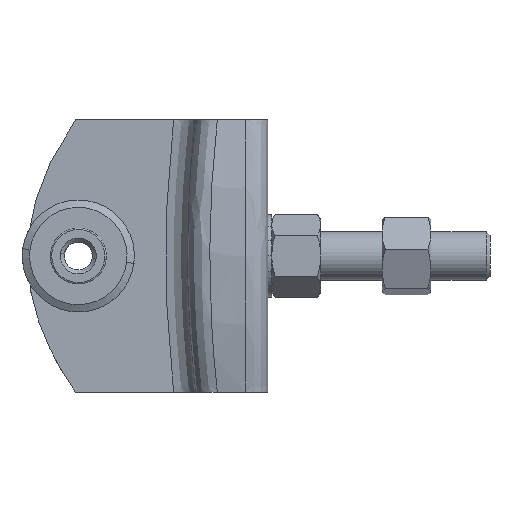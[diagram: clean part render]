
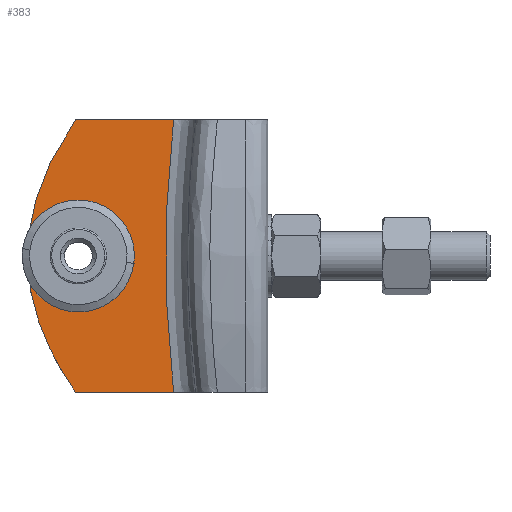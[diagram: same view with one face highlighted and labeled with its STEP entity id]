
A CAD part, left-side view. The second image highlights one B-rep face of the part: STEP entity #383.
In plain terms, the highlighted planar face has unit normal (-1, 0, 0).
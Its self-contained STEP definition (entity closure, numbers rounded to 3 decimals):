
#6 = CARTESIAN_POINT ( 'NONE',  ( -40.845, 34.221, 61.023 ) ) ;
#120 = CARTESIAN_POINT ( 'NONE',  ( -40.845, 47.912, 20.623 ) ) ;
#206 = VECTOR ( 'NONE', #2801, 1000. ) ;
#383 = ADVANCED_FACE ( 'NONE', ( #8242, #719 ), #887, .T. ) ;
#411 = CARTESIAN_POINT ( 'NONE',  ( -40.845, 41.721, 60.305 ) ) ;
#719 = FACE_OUTER_BOUND ( 'NONE', #7828, .T. ) ;
#887 = PLANE ( 'NONE',  #7471 ) ;
#1154 = ORIENTED_EDGE ( 'NONE', *, *, #3271, .F. ) ;
#1262 = CARTESIAN_POINT ( 'NONE',  ( -40.845, 64.221, 88.623 ) ) ;
#1393 = B_SPLINE_CURVE_WITH_KNOTS ( 'NONE', 3,
 ( #1262, #8641, #4194, #6437 ),
 .UNSPECIFIED., .F., .F.,
 ( 4, 4 ),
 ( 0., 0.815 ),
 .UNSPECIFIED. ) ;
#1578 = CARTESIAN_POINT ( 'NONE',  ( -40.845, 64.221, 20.623 ) ) ;
#1698 = CARTESIAN_POINT ( 'NONE',  ( -40.845, 58.421, 61.023 ) ) ;
#2089 = B_SPLINE_CURVE_WITH_KNOTS ( 'NONE', 3,
 ( #9007, #8952, #8240, #6005, #1578 ),
 .UNSPECIFIED., .F., .F.,
 ( 4, 1, 4 ),
 ( 0., 0.5, 1. ),
 .UNSPECIFIED. ) ;
#2300 = B_SPLINE_CURVE_WITH_KNOTS ( 'NONE', 3,
 ( #6798, #5360, #5494, #8552, #4035, #411, #3254, #7798, #7664, #6343 ),
 .UNSPECIFIED., .F., .F.,
 ( 4, 2, 2, 2, 4 ),
 ( 0., 0.017, 0.034, 0.051, 0.068 ),
 .UNSPECIFIED. ) ;
#2440 = EDGE_CURVE ( 'NONE', #3390, #6980, #6842, .T. ) ;
#2506 = CARTESIAN_POINT ( 'NONE',  ( -40.845, 64.221, 20.623 ) ) ;
#2612 = DIRECTION ( 'NONE',  ( -1., 0., 0. ) ) ;
#2744 = ORIENTED_EDGE ( 'NONE', *, *, #4744, .F. ) ;
#2753 = AXIS2_PLACEMENT_3D ( 'NONE', #7754, #2612, #8542 ) ;
#2801 = DIRECTION ( 'NONE',  ( 0., -1., 0. ) ) ;
#3058 = CARTESIAN_POINT ( 'NONE',  ( -40.845, 39.758, 20.623 ) ) ;
#3140 = LINE ( 'NONE', #7204, #206 ) ;
#3254 = CARTESIAN_POINT ( 'NONE',  ( -40.845, 41.556, 65.98 ) ) ;
#3271 = EDGE_CURVE ( 'NONE', #7922, #6288, #5344, .T. ) ;
#3390 = VERTEX_POINT ( 'NONE', #6333 ) ;
#3632 = CARTESIAN_POINT ( 'NONE',  ( -40.845, 64.221, 88.623 ) ) ;
#3717 = AXIS2_PLACEMENT_3D ( 'NONE', #7379, #6708, #4466 ) ;
#3807 = CARTESIAN_POINT ( 'NONE',  ( -40.845, 39.758, 20.623 ) ) ;
#3934 = ORIENTED_EDGE ( 'NONE', *, *, #5054, .T. ) ;
#4035 = CARTESIAN_POINT ( 'NONE',  ( -40.845, 41.721, 48.941 ) ) ;
#4194 = CARTESIAN_POINT ( 'NONE',  ( -40.845, 47.912, 88.623 ) ) ;
#4466 = DIRECTION ( 'NONE',  ( 0., 0., 1. ) ) ;
#4544 = CARTESIAN_POINT ( 'NONE',  ( -40.845, 64.221, 20.623 ) ) ;
#4744 = EDGE_CURVE ( 'NONE', #5505, #5564, #1393, .T. ) ;
#5054 = EDGE_CURVE ( 'NONE', #5505, #6497, #2089, .T. ) ;
#5344 = CIRCLE ( 'NONE', #2753, 8. ) ;
#5360 = CARTESIAN_POINT ( 'NONE',  ( -40.845, 40.41, 26.267 ) ) ;
#5494 = CARTESIAN_POINT ( 'NONE',  ( -40.845, 40.901, 31.93 ) ) ;
#5505 = VERTEX_POINT ( 'NONE', #3632 ) ;
#5564 = VERTEX_POINT ( 'NONE', #8898 ) ;
#5935 = ORIENTED_EDGE ( 'NONE', *, *, #8927, .F. ) ;
#6002 = CARTESIAN_POINT ( 'NONE',  ( -40.845, 34.221, 88.623 ) ) ;
#6005 = CARTESIAN_POINT ( 'NONE',  ( -40.845, 72.221, 31.956 ) ) ;
#6144 = ORIENTED_EDGE ( 'NONE', *, *, #7103, .T. ) ;
#6281 = ORIENTED_EDGE ( 'NONE', *, *, #8349, .F. ) ;
#6288 = VERTEX_POINT ( 'NONE', #1698 ) ;
#6333 = CARTESIAN_POINT ( 'NONE',  ( -40.845, 68.021, 61.023 ) ) ;
#6343 = CARTESIAN_POINT ( 'NONE',  ( -40.845, 39.758, 88.623 ) ) ;
#6437 = CARTESIAN_POINT ( 'NONE',  ( -40.845, 39.758, 88.623 ) ) ;
#6497 = VERTEX_POINT ( 'NONE', #2506 ) ;
#6562 = LINE ( 'NONE', #6, #8644 ) ;
#6708 = DIRECTION ( 'NONE',  ( -1., 0., 0. ) ) ;
#6732 = ORIENTED_EDGE ( 'NONE', *, *, #7306, .T. ) ;
#6798 = CARTESIAN_POINT ( 'NONE',  ( -40.845, 39.758, 20.623 ) ) ;
#6811 = DIRECTION ( 'NONE',  ( 0., 1., 0. ) ) ;
#6829 = ORIENTED_EDGE ( 'NONE', *, *, #2440, .F. ) ;
#6842 = CIRCLE ( 'NONE', #3717, 8. ) ;
#6905 = VERTEX_POINT ( 'NONE', #3807 ) ;
#6947 = B_SPLINE_CURVE_WITH_KNOTS ( 'NONE', 3,
 ( #4544, #8958, #120, #3058 ),
 .UNSPECIFIED., .F., .F.,
 ( 4, 4 ),
 ( 0., 0.815 ),
 .UNSPECIFIED. ) ;
#6980 = VERTEX_POINT ( 'NONE', #8312 ) ;
#7103 = EDGE_CURVE ( 'NONE', #6905, #5564, #2300, .T. ) ;
#7204 = CARTESIAN_POINT ( 'NONE',  ( -40.845, 34.221, 48.223 ) ) ;
#7306 = EDGE_CURVE ( 'NONE', #6497, #6905, #6947, .T. ) ;
#7379 = CARTESIAN_POINT ( 'NONE',  ( -40.845, 63.221, 54.623 ) ) ;
#7471 = AXIS2_PLACEMENT_3D ( 'NONE', #6002, #8949, #6811 ) ;
#7664 = CARTESIAN_POINT ( 'NONE',  ( -40.845, 40.41, 82.979 ) ) ;
#7754 = CARTESIAN_POINT ( 'NONE',  ( -40.845, 63.221, 54.623 ) ) ;
#7798 = CARTESIAN_POINT ( 'NONE',  ( -40.845, 40.901, 77.316 ) ) ;
#7828 = EDGE_LOOP ( 'NONE', ( #6732, #6144, #2744, #3934 ) ) ;
#7922 = VERTEX_POINT ( 'NONE', #8897 ) ;
#8240 = CARTESIAN_POINT ( 'NONE',  ( -40.845, 80.221, 54.623 ) ) ;
#8242 = FACE_BOUND ( 'NONE', #8870, .T. ) ;
#8312 = CARTESIAN_POINT ( 'NONE',  ( -40.845, 68.021, 48.223 ) ) ;
#8349 = EDGE_CURVE ( 'NONE', #6980, #7922, #3140, .T. ) ;
#8542 = DIRECTION ( 'NONE',  ( 0., 0., 1. ) ) ;
#8552 = CARTESIAN_POINT ( 'NONE',  ( -40.845, 41.556, 43.267 ) ) ;
#8641 = CARTESIAN_POINT ( 'NONE',  ( -40.845, 56.066, 88.623 ) ) ;
#8644 = VECTOR ( 'NONE', #9531, 1000. ) ;
#8870 = EDGE_LOOP ( 'NONE', ( #6829, #5935, #1154, #6281 ) ) ;
#8897 = CARTESIAN_POINT ( 'NONE',  ( -40.845, 58.421, 48.223 ) ) ;
#8898 = CARTESIAN_POINT ( 'NONE',  ( -40.845, 39.758, 88.623 ) ) ;
#8927 = EDGE_CURVE ( 'NONE', #6288, #3390, #6562, .T. ) ;
#8949 = DIRECTION ( 'NONE',  ( -1., 0., 0. ) ) ;
#8952 = CARTESIAN_POINT ( 'NONE',  ( -40.845, 72.221, 77.29 ) ) ;
#8958 = CARTESIAN_POINT ( 'NONE',  ( -40.845, 56.066, 20.623 ) ) ;
#9007 = CARTESIAN_POINT ( 'NONE',  ( -40.845, 64.221, 88.623 ) ) ;
#9531 = DIRECTION ( 'NONE',  ( 0., 1., 0. ) ) ;
